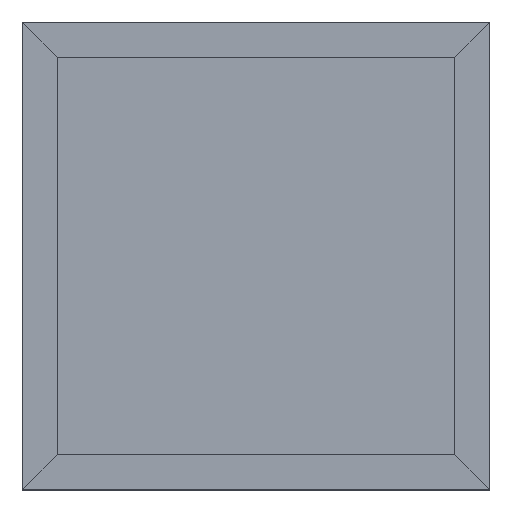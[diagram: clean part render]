
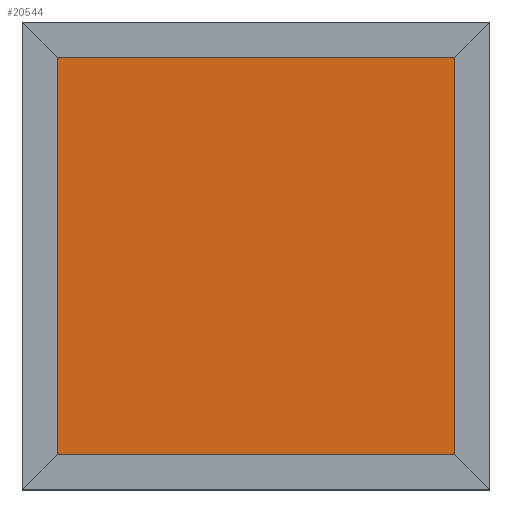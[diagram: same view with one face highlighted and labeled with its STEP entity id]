
A CAD part, front view. The second image highlights one B-rep face of the part: STEP entity #20544.
In plain terms, the highlighted planar face has unit normal (0, -1, 0).
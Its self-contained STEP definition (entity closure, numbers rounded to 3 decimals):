
#123 = DIRECTION ( 'NONE',  ( -1., 0., 0. ) ) ;
#794 = VERTEX_POINT ( 'NONE', #7574 ) ;
#1978 = DIRECTION ( 'NONE',  ( 0., 0., 1. ) ) ;
#2043 = DIRECTION ( 'NONE',  ( 0., 0., -1. ) ) ;
#3408 = VECTOR ( 'NONE', #9545, 1000. ) ;
#4685 = CARTESIAN_POINT ( 'NONE',  ( -137., 2.298, 137. ) ) ;
#4934 = ORIENTED_EDGE ( 'NONE', *, *, #7080, .F. ) ;
#6984 = CARTESIAN_POINT ( 'NONE',  ( -137., 2.298, 137. ) ) ;
#7022 = AXIS2_PLACEMENT_3D ( 'NONE', #18396, #11898, #13336 ) ;
#7080 = EDGE_CURVE ( 'NONE', #8093, #794, #14083, .T. ) ;
#7184 = EDGE_CURVE ( 'NONE', #20933, #8093, #15505, .T. ) ;
#7375 = LINE ( 'NONE', #10595, #13723 ) ;
#7574 = CARTESIAN_POINT ( 'NONE',  ( 137., 2.298, 137. ) ) ;
#8093 = VERTEX_POINT ( 'NONE', #6984 ) ;
#8203 = VECTOR ( 'NONE', #123, 1000. ) ;
#8822 = ORIENTED_EDGE ( 'NONE', *, *, #11747, .F. ) ;
#9545 = DIRECTION ( 'NONE',  ( 1., 0., 0. ) ) ;
#9695 = EDGE_LOOP ( 'NONE', ( #14631, #4934, #18456, #8822 ) ) ;
#10595 = CARTESIAN_POINT ( 'NONE',  ( 137., 2.298, -137. ) ) ;
#11701 = CARTESIAN_POINT ( 'NONE',  ( 137., 2.298, -137. ) ) ;
#11747 = EDGE_CURVE ( 'NONE', #16739, #20933, #21538, .T. ) ;
#11898 = DIRECTION ( 'NONE',  ( 0., 1., 0. ) ) ;
#12247 = VECTOR ( 'NONE', #1978, 1000. ) ;
#13336 = DIRECTION ( 'NONE',  ( 1., 0., 0. ) ) ;
#13618 = CARTESIAN_POINT ( 'NONE',  ( -137., 2.298, -137. ) ) ;
#13723 = VECTOR ( 'NONE', #2043, 1000. ) ;
#14083 = LINE ( 'NONE', #4685, #3408 ) ;
#14628 = CARTESIAN_POINT ( 'NONE',  ( -137., 2.298, -137. ) ) ;
#14631 = ORIENTED_EDGE ( 'NONE', *, *, #20225, .F. ) ;
#15023 = PLANE ( 'NONE',  #7022 ) ;
#15505 = LINE ( 'NONE', #13618, #12247 ) ;
#16739 = VERTEX_POINT ( 'NONE', #11701 ) ;
#17083 = FACE_OUTER_BOUND ( 'NONE', #9695, .T. ) ;
#18396 = CARTESIAN_POINT ( 'NONE',  ( 0., 2.298, 0. ) ) ;
#18456 = ORIENTED_EDGE ( 'NONE', *, *, #7184, .F. ) ;
#20225 = EDGE_CURVE ( 'NONE', #794, #16739, #7375, .T. ) ;
#20544 = ADVANCED_FACE ( 'NONE', ( #17083 ), #15023, .F. ) ;
#20933 = VERTEX_POINT ( 'NONE', #21787 ) ;
#21538 = LINE ( 'NONE', #14628, #8203 ) ;
#21787 = CARTESIAN_POINT ( 'NONE',  ( -137., 2.298, -137. ) ) ;
